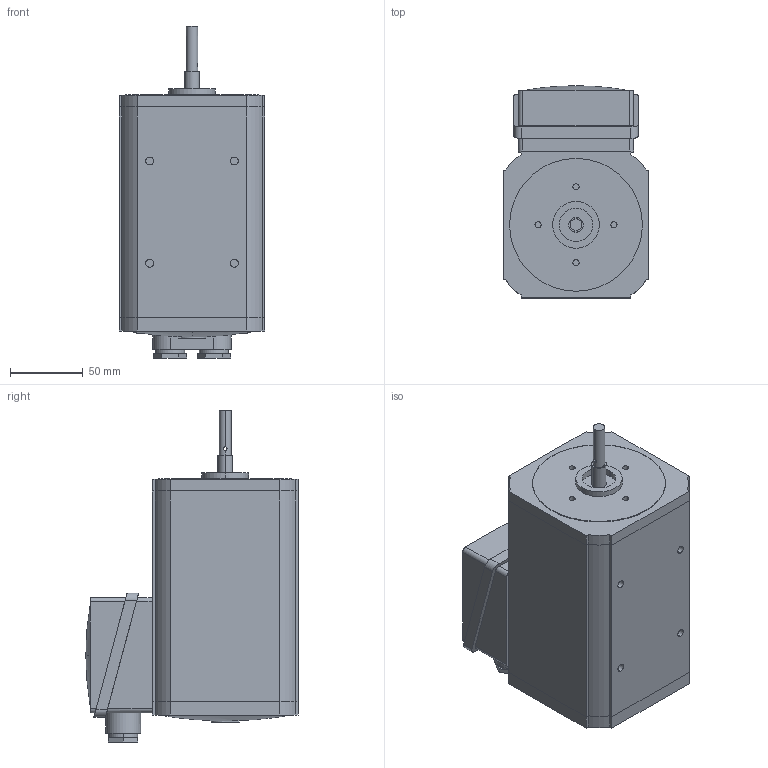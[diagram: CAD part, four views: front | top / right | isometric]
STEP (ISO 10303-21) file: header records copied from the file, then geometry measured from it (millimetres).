
FILE_DESCRIPTION (( 'STEP AP214' ), '1' );
FILE_NAME ('IGK90-80.STEP', '2023-05-17T08:09:16', ( '' ), ( '' ), 'SwSTEP 2.0', 'SolidWorks 2020', '' );
FILE_SCHEMA (( 'AUTOMOTIVE_DESIGN' ));
Length unit declared in the file: millimetre
Products named in the file (1): IGK90-80
Bounding box: 100 x 145.5 x 227.5 mm (x, y, z)
Volume: 1872312.2 mm3; surface area: 102705.2 mm2
Topology: 1 solids, 1 shells, 184 faces, 438 edges, 275 vertices
Faces by surface type: plane 110, cylinder 67, sphere 7
Entity records: 5395 total; most frequent: CARTESIAN_POINT 1032, DIRECTION 937, ORIENTED_EDGE 876, EDGE_CURVE 438, AXIS2_PLACEMENT_3D 336, VERTEX_POINT 275, VECTOR 265, LINE 265
